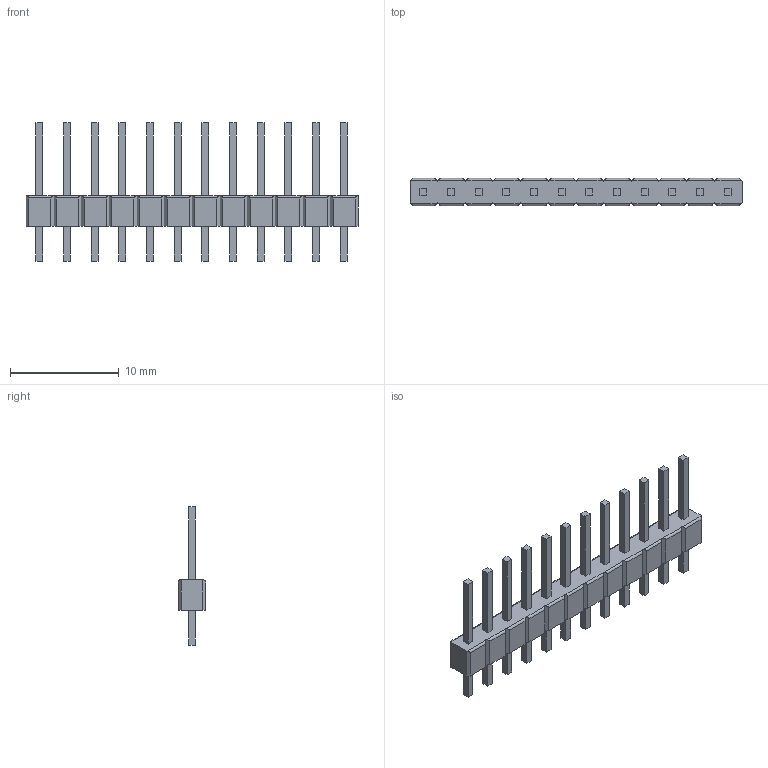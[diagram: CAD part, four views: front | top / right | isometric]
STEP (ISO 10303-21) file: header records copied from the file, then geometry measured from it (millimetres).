
FILE_DESCRIPTION((''),'2;1');
FILE_NAME('C-1-826629-2','2017-03-15T',('workeradm'),('Tyco Electronics Ltd.'),'CREO PARAMETRIC BY PTC INC, 2016050','CREO PARAMETRIC BY PTC INC, 2016050','');
FILE_SCHEMA(('AUTOMOTIVE_DESIGN { 1 0 10303 214 1 1 1 1 }'));
Length unit declared in the file: millimetre
Products named in the file (1): C-1-826629-2
Bounding box: 30.48 x 2.5 x 12.7 mm (x, y, z)
Volume: 255.9 mm3; surface area: 639.9 mm2
Topology: 1 solids, 1 shells, 220 faces, 582 edges, 388 vertices
Faces by surface type: plane 196, cylinder 24
Entity records: 6917 total; most frequent: CARTESIAN_POINT 1363, ORIENTED_EDGE 1164, DIRECTION 974, EDGE_CURVE 582, VECTOR 534, LINE 534, VERTEX_POINT 388, EDGE_LOOP 244
